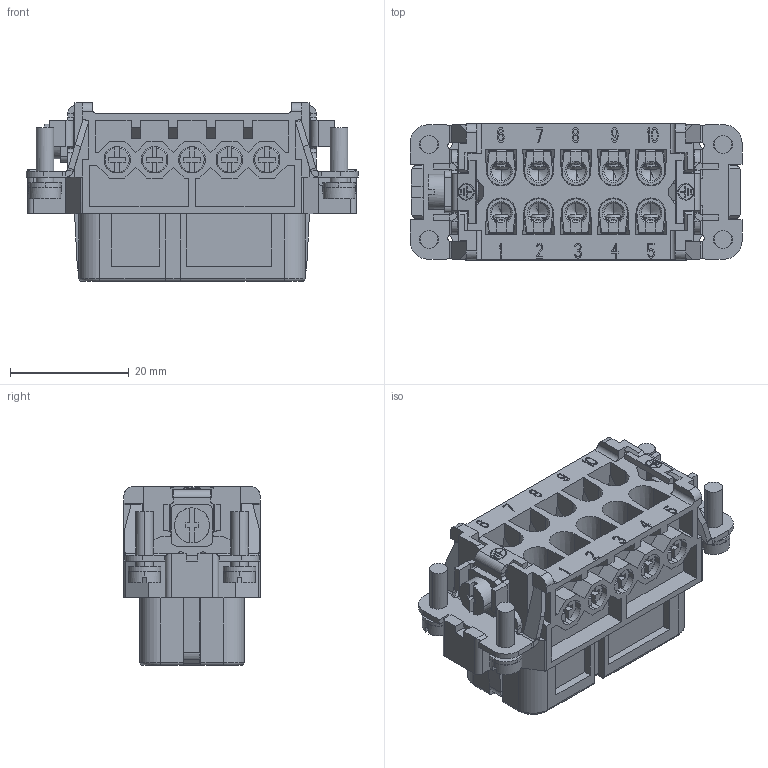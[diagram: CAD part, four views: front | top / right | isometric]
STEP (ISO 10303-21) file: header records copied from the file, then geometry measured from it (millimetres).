
FILE_DESCRIPTION((''),'2;1');
FILE_NAME('3D_1210100210001_HA-010-F_V1_0','2019-01-30T',('lishuang.ye'),(''),'PRO/ENGINEER BY PARAMETRIC TECHNOLOGY CORPORATION, 2010180','PRO/ENGINEER BY PARAMETRIC TECHNOLOGY CORPORATION, 2010180','');
FILE_SCHEMA(('AUTOMOTIVE_DESIGN_CC2 { 1 2 10303 214 -1 1 5 2 }'));
Products named in the file (1): 3D_1210100210001_HA-010-F_V1_0
Bounding box: 55.9 x 22.9 x 30.05 mm (x, y, z)
Volume: 17576.4 mm3; surface area: 21460.9 mm2
Topology: 1 solids, 2 shells, 3280 faces, 9338 edges, 6064 vertices
Faces by surface type: plane 2356, cylinder 568, cone 180, bspline 68, extrusion 60, torus 48
Entity records: 113270 total; most frequent: CARTESIAN_POINT 29276, ORIENTED_EDGE 18596, DIRECTION 15898, EDGE_CURVE 9298, VECTOR 6698, LINE 6638, VERTEX_POINT 6064, AXIS2_PLACEMENT_3D 4600
